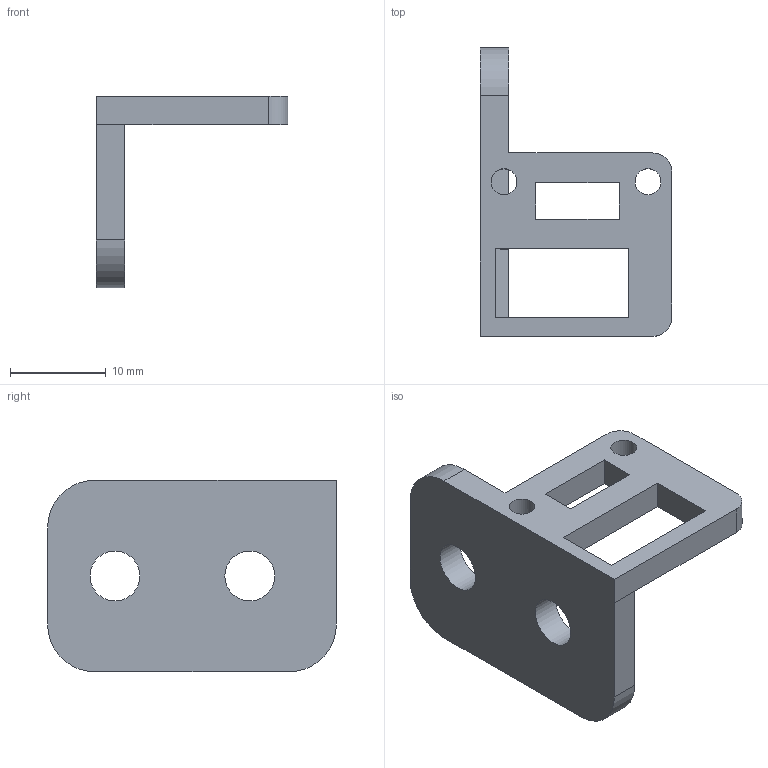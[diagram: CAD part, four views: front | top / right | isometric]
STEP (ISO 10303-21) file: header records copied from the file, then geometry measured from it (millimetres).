
FILE_DESCRIPTION(/* description */ (''),/* implementation_level */ '2;1');
FILE_NAME(/* name */ 'Endstop mount.step',/* time_stamp */ '2019-12-01T23:20:59+02:00',/* author */ (''),/* organization */ (''),/* preprocessor_version */ 'ST-DEVELOPER v18',/* originating_system */ 'Autodesk Translation Framework v8.12.0.6',/* authorisation */ '');
FILE_SCHEMA (('AUTOMOTIVE_DESIGN { 1 0 10303 214 3 1 1 }'));
Length unit declared in the file: millimetre
Products named in the file (2): Ender 3 BLV mod; Y carriage
Assembly tree (1 placements, depth 2):
  Ender 3 BLV mod
    Y carriage
Bounding box: 20 x 30.1 x 20 mm (x, y, z)
Volume: 2150.1 mm3; surface area: 2207.1 mm2
Topology: 1 solids, 1 shells, 30 faces, 89 edges, 59 vertices
Faces by surface type: plane 21, cylinder 9
Full cylindrical faces by diameter (mm): 2.7 x2, 5.2 x2
Entity records: 1120 total; most frequent: CARTESIAN_POINT 181, ORIENTED_EDGE 178, DIRECTION 175, EDGE_CURVE 89, LINE 69, VECTOR 69, VERTEX_POINT 59, AXIS2_PLACEMENT_3D 53
